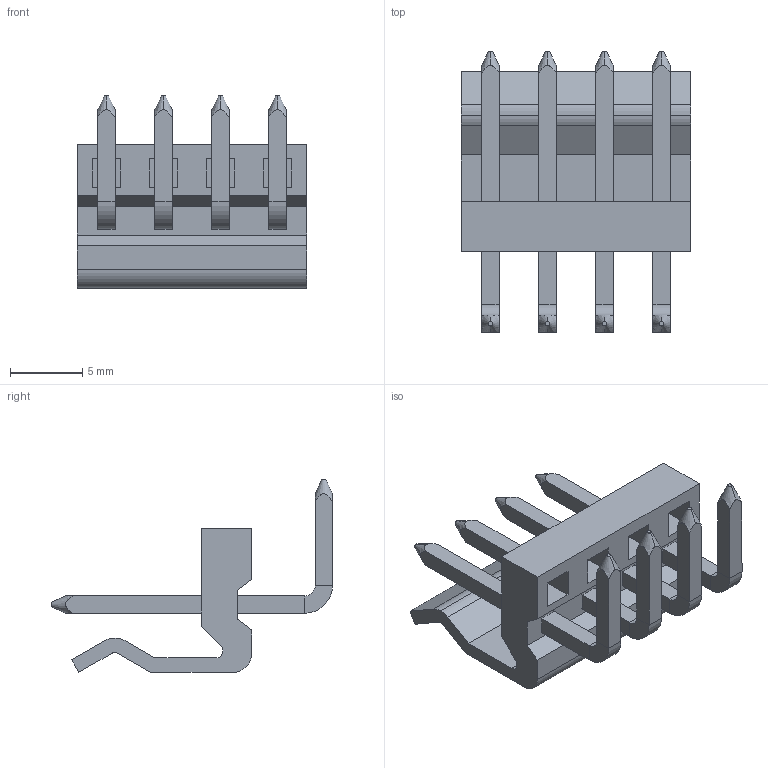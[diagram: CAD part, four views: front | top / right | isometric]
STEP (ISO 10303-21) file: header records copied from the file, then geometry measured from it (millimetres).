
FILE_DESCRIPTION (( 'STEP AP214' ), '1' );
FILE_NAME ('ﾑﾍﾏ348-4ﾂﾏ32(-ﾂ).STEP', '2016-10-28T13:28:51', ( '' ), ( '' ), 'SwSTEP 2.0', 'SolidWorks 2015', '' );
FILE_SCHEMA (( 'AUTOMOTIVE_DESIGN' ));
Length unit declared in the file: millimetre
Products named in the file (3): ����.757471.027_����� ����.757471.027 �����; 党昃.757536.019-01; ﾑﾍﾏ348-4ﾂﾏ32(-ﾂ)
Assembly tree (5 placements, depth 2):
  ﾑﾍﾏ348-4ﾂﾏ32(-ﾂ)
    党昃.757536.019-01
    ����.757471.027_����� ����.757471.027 �����  x4
Bounding box: 15.9 x 19.5 x 13.37 mm (x, y, z)
Volume: 719.2 mm3; surface area: 1461.9 mm2
Topology: 5 solids, 5 shells, 131 faces, 319 edges, 202 vertices
Faces by surface type: plane 101, cone 16, cylinder 14
Entity records: 2543 total; most frequent: CARTESIAN_POINT 522, ORIENTED_EDGE 398, DIRECTION 377, EDGE_CURVE 199, LINE 167, VECTOR 167, VERTEX_POINT 130, AXIS2_PLACEMENT_3D 105
